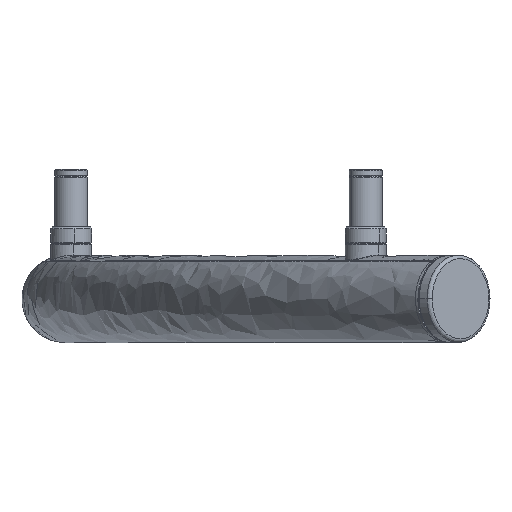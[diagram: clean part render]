
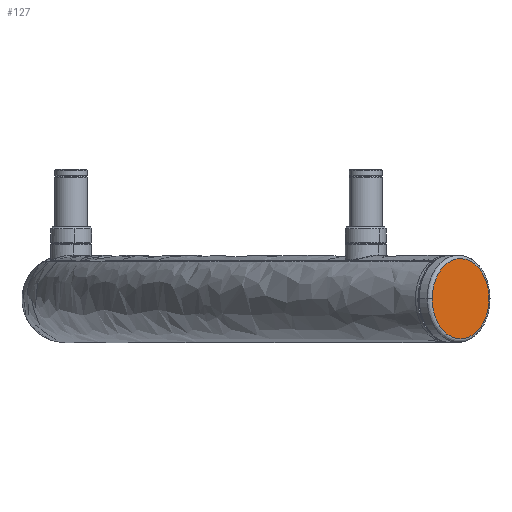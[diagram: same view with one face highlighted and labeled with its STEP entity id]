
A CAD part, left-side view. The second image highlights one B-rep face of the part: STEP entity #127.
In plain terms, the highlighted planar face has unit normal (-0.709, -0.706, 0).
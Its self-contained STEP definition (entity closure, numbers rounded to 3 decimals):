
#127=ADVANCED_FACE('',(#232),#1455,.T.);
#232=FACE_OUTER_BOUND('',#347,.T.);
#347=EDGE_LOOP('',(#792,#793));
#792=ORIENTED_EDGE('',*,*,#1057,.F.);
#793=ORIENTED_EDGE('',*,*,#1045,.F.);
#1045=EDGE_CURVE('',#1432,#1439,#1237,.T.);
#1057=EDGE_CURVE('',#1439,#1432,#1249,.T.);
#1237=(
BOUNDED_CURVE()
B_SPLINE_CURVE(3,(#4931,#4932,#4933,#4934,#4935,#4936,#4937,#4938,#4939,
#4940,#4941,#4942,#4943),.UNSPECIFIED.,.F.,.F.)
B_SPLINE_CURVE_WITH_KNOTS((4,3,3,3,4),(0.,18.064,36.127,
54.191,72.255),.UNSPECIFIED.)
CURVE()
GEOMETRIC_REPRESENTATION_ITEM()
RATIONAL_B_SPLINE_CURVE((1.,1.,1.,1.,1.,1.,
1.,1.,1.,1.,1.,1.,1.))
REPRESENTATION_ITEM('')
);
#1249=(
BOUNDED_CURVE()
B_SPLINE_CURVE(3,(#4994,#4995,#4996,#4997,#4998,#4999,#5000,#5001,#5002,
#5003,#5004,#5005,#5006),.UNSPECIFIED.,.F.,.F.)
B_SPLINE_CURVE_WITH_KNOTS((4,3,3,3,4),(72.255,90.319,
108.382,126.446,144.51),.UNSPECIFIED.)
CURVE()
GEOMETRIC_REPRESENTATION_ITEM()
RATIONAL_B_SPLINE_CURVE((1.,1.,1.,1.,1.,1.,1.,1.,1.,1.,1.,1.,1.))
REPRESENTATION_ITEM('')
);
#1432=VERTEX_POINT('',#4912);
#1439=VERTEX_POINT('',#4919);
#1455=PLANE('',#1580);
#1580=AXIS2_PLACEMENT_3D('',#4794,#1598,$);
#1598=DIRECTION('',(-0.709,-0.706,0.));
#4794=CARTESIAN_POINT('',(-285.037,-98.143,6.717));
#4912=CARTESIAN_POINT('',(-246.758,-136.585,-24.533));
#4919=CARTESIAN_POINT('',(-279.225,-103.98,-24.533));
#4931=CARTESIAN_POINT('',(-246.758,-136.585,-24.533));
#4932=CARTESIAN_POINT('',(-246.735,-136.607,-30.55));
#4933=CARTESIAN_POINT('',(-248.502,-134.832,-36.557));
#4934=CARTESIAN_POINT('',(-251.505,-131.817,-40.806));
#4935=CARTESIAN_POINT('',(-254.507,-128.802,-45.055));
#4936=CARTESIAN_POINT('',(-258.745,-124.546,-47.547));
#4937=CARTESIAN_POINT('',(-262.986,-120.288,-47.547));
#4938=CARTESIAN_POINT('',(-267.227,-116.029,-47.548));
#4939=CARTESIAN_POINT('',(-271.471,-111.767,-45.057));
#4940=CARTESIAN_POINT('',(-274.47,-108.755,-40.807));
#4941=CARTESIAN_POINT('',(-277.47,-105.742,-36.556));
#4942=CARTESIAN_POINT('',(-279.225,-103.98,-30.545));
#4943=CARTESIAN_POINT('',(-279.225,-103.98,-24.533));
#4994=CARTESIAN_POINT('',(-279.225,-103.98,-24.533));
#4995=CARTESIAN_POINT('',(-279.225,-103.98,-18.522));
#4996=CARTESIAN_POINT('',(-277.47,-105.742,-12.511));
#4997=CARTESIAN_POINT('',(-274.47,-108.755,-8.26));
#4998=CARTESIAN_POINT('',(-271.471,-111.767,-4.009));
#4999=CARTESIAN_POINT('',(-267.227,-116.029,-1.519));
#5000=CARTESIAN_POINT('',(-262.986,-120.288,-1.519));
#5001=CARTESIAN_POINT('',(-258.745,-124.546,-1.52));
#5002=CARTESIAN_POINT('',(-254.507,-128.802,-4.011));
#5003=CARTESIAN_POINT('',(-251.505,-131.817,-8.261));
#5004=CARTESIAN_POINT('',(-248.502,-134.832,-12.51));
#5005=CARTESIAN_POINT('',(-246.735,-136.607,-18.517));
#5006=CARTESIAN_POINT('',(-246.758,-136.585,-24.533));
